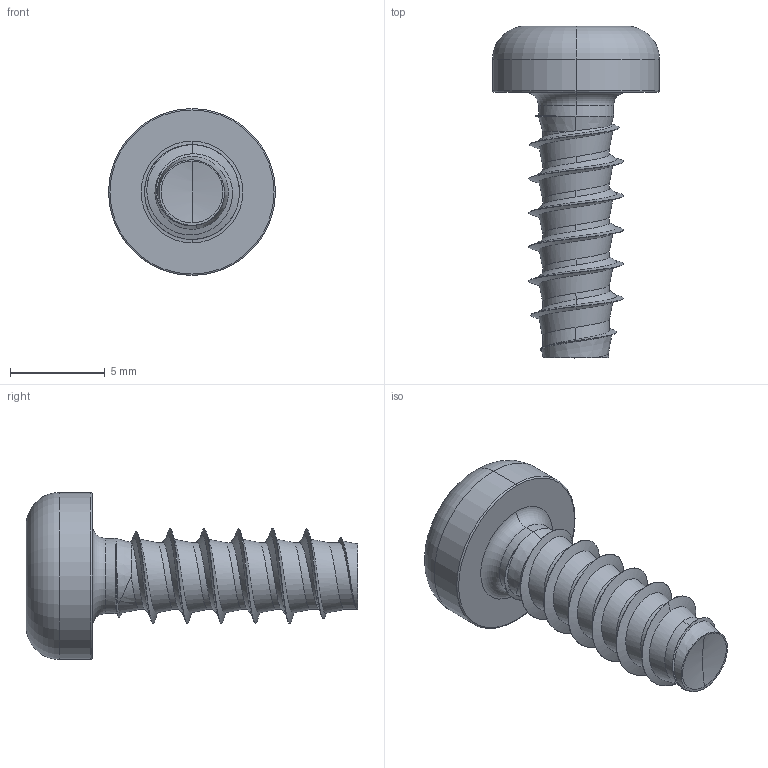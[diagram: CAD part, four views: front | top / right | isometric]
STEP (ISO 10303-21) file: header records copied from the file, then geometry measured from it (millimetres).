
FILE_DESCRIPTION (( 'STEP AP203' ), '1' );
FILE_NAME ('STP420500140.STEP', '2017-08-16T15:12:49', ( '' ), ( '' ), 'SwSTEP 2.0', 'SolidWorks 2015', '' );
FILE_SCHEMA (( 'CONFIG_CONTROL_DESIGN' ));
Length unit declared in the file: millimetre
Products named in the file (1): STP420500140
Bounding box: 8.8 x 17.49 x 8.8 mm (x, y, z)
Volume: 335.9 mm3; surface area: 473 mm2
Topology: 1 solids, 1 shells, 102 faces, 244 edges, 146 vertices
Faces by surface type: cylinder 40, bspline 35, cone 10, torus 10, sphere 4, plane 3
Entity records: 16226 total; most frequent: CARTESIAN_POINT 14119, ORIENTED_EDGE 488, DIRECTION 336, EDGE_CURVE 244, VERTEX_POINT 146, AXIS2_PLACEMENT_3D 141, EDGE_LOOP 104, B_SPLINE_CURVE_WITH_KNOTS 103
